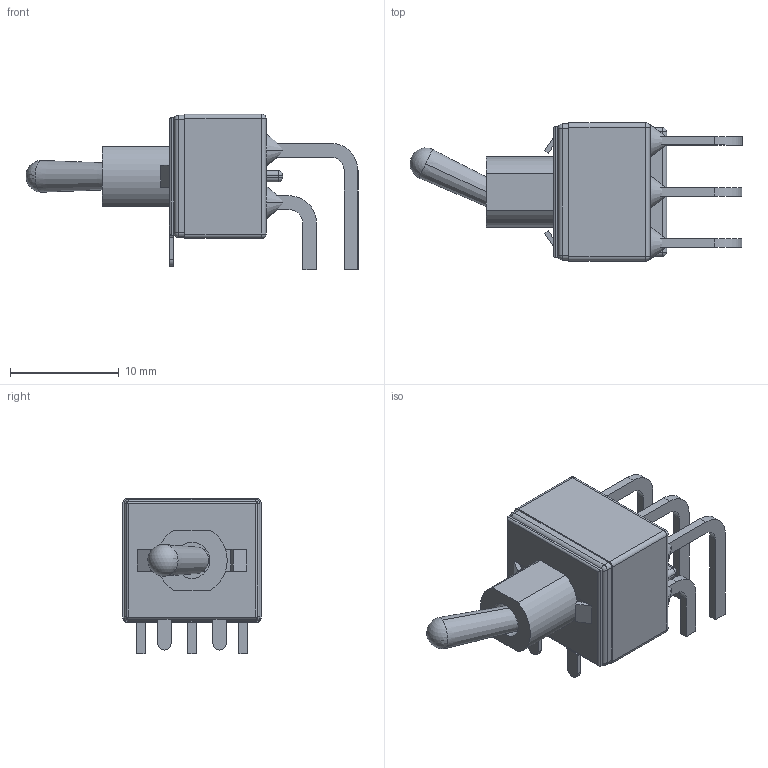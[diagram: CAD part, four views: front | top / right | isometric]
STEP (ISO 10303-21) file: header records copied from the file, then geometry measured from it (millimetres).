
FILE_DESCRIPTION((''),'2;1');
FILE_NAME('SW_C&K_E201MD1ABE.stp','2010-04-01T14:49:46',(''),(''),'Mechanical Desktop 2010','Mechanical Desktop 2010',', , ');
FILE_SCHEMA(('AUTOMOTIVE_DESIGN { 1 2 10303 214 1 1 1 1 }'));
Length unit declared in the file: millimetre
Products named in the file (1): Product
Bounding box: 30.55 x 12.7 x 14.31 mm (x, y, z)
Volume: 1581.6 mm3; surface area: 2066.9 mm2
Topology: 22 solids, 22 shells, 186 faces, 422 edges, 258 vertices
Faces by surface type: plane 109, cylinder 50, cone 14, sphere 13
Entity records: 5028 total; most frequent: DIRECTION 883, CARTESIAN_POINT 838, ORIENTED_EDGE 784, EDGE_CURVE 392, AXIS2_PLACEMENT_3D 300, VECTOR 283, LINE 283, VERTEX_POINT 250
